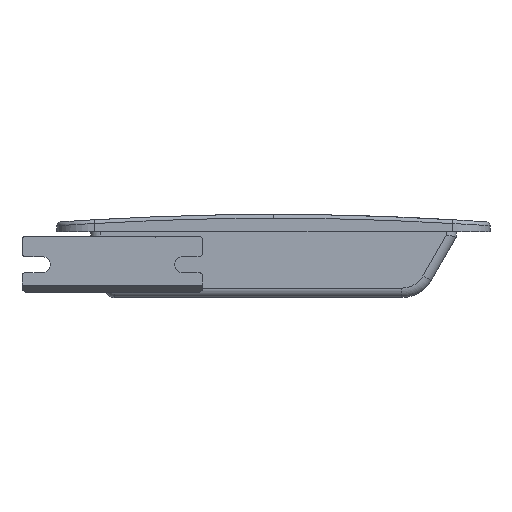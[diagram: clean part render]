
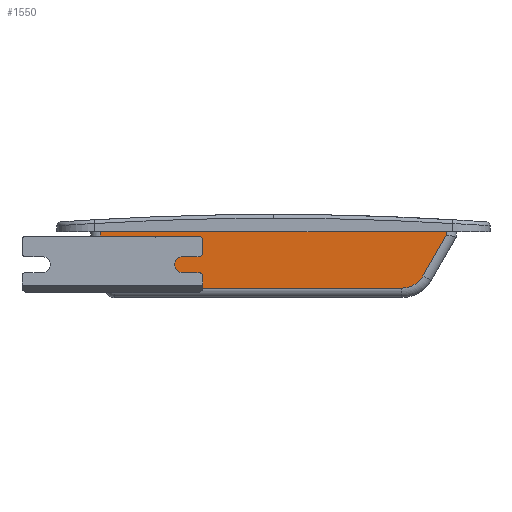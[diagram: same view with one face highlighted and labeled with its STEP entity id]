
A CAD part, front view. The second image highlights one B-rep face of the part: STEP entity #1550.
In plain terms, the highlighted planar face has unit normal (0, -1, 0).
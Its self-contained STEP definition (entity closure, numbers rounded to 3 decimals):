
#147 = VERTEX_POINT ( 'NONE', #1237 ) ;
#148 = VERTEX_POINT ( 'NONE', #1238 ) ;
#237 = VERTEX_POINT ( 'NONE', #7987 ) ;
#238 = VERTEX_POINT ( 'NONE', #7988 ) ;
#264 = VERTEX_POINT ( 'NONE', #8014 ) ;
#265 = VERTEX_POINT ( 'NONE', #8015 ) ;
#266 = VERTEX_POINT ( 'NONE', #8016 ) ;
#267 = VERTEX_POINT ( 'NONE', #8017 ) ;
#268 = VERTEX_POINT ( 'NONE', #8018 ) ;
#1237 = CARTESIAN_POINT ( 'NONE',  ( 0., -53., 8.05 ) ) ;
#1238 = CARTESIAN_POINT ( 'NONE',  ( 0., -53., -8.05 ) ) ;
#1550 = ADVANCED_FACE ( 'NONE', ( #7784, #7785 ), #9853, .T. ) ;
#4661 = EDGE_CURVE ( 'NONE', #147, #148, #20023, .T. ) ;
#5350 = EDGE_LOOP ( 'NONE', ( #7323, #7324 ) ) ;
#5351 = EDGE_LOOP ( 'NONE', ( #7325, #7326, #7327, #7328, #7329, #7330, #7331 ) ) ;
#6153 = EDGE_CURVE ( 'NONE', #237, #238, #20143, .T. ) ;
#6202 = EDGE_CURVE ( 'NONE', #148, #147, #20223, .T. ) ;
#6203 = EDGE_CURVE ( 'NONE', #237, #264, #20222, .T. ) ;
#6204 = EDGE_CURVE ( 'NONE', #264, #265, #20225, .T. ) ;
#6205 = EDGE_CURVE ( 'NONE', #265, #266, #20227, .T. ) ;
#6206 = EDGE_CURVE ( 'NONE', #266, #267, #20230, .T. ) ;
#6207 = EDGE_CURVE ( 'NONE', #267, #268, #20229, .T. ) ;
#6208 = EDGE_CURVE ( 'NONE', #268, #238, #20232, .T. ) ;
#6611 = AXIS2_PLACEMENT_3D ( 'NONE', #9854, #9855, #9856 ) ;
#7323 = ORIENTED_EDGE ( 'NONE', *, *, #4661, .F. ) ;
#7324 = ORIENTED_EDGE ( 'NONE', *, *, #6202, .F. ) ;
#7325 = ORIENTED_EDGE ( 'NONE', *, *, #6153, .F. ) ;
#7326 = ORIENTED_EDGE ( 'NONE', *, *, #6203, .T. ) ;
#7327 = ORIENTED_EDGE ( 'NONE', *, *, #6204, .T. ) ;
#7328 = ORIENTED_EDGE ( 'NONE', *, *, #6205, .T. ) ;
#7329 = ORIENTED_EDGE ( 'NONE', *, *, #6206, .T. ) ;
#7330 = ORIENTED_EDGE ( 'NONE', *, *, #6207, .T. ) ;
#7331 = ORIENTED_EDGE ( 'NONE', *, *, #6208, .T. ) ;
#7784 = FACE_BOUND ( 'NONE', #5350, .T. ) ;
#7785 = FACE_OUTER_BOUND ( 'NONE', #5351, .T. ) ;
#7987 = CARTESIAN_POINT ( 'NONE',  ( -21., -53., 17.5 ) ) ;
#7988 = CARTESIAN_POINT ( 'NONE',  ( 163., -53., 17.5 ) ) ;
#8014 = CARTESIAN_POINT ( 'NONE',  ( -21., -53., 15.158 ) ) ;
#8015 = CARTESIAN_POINT ( 'NONE',  ( -13.589, -53., -12.5 ) ) ;
#8016 = CARTESIAN_POINT ( 'NONE',  ( 139.132, -53., -12.5 ) ) ;
#8017 = CARTESIAN_POINT ( 'NONE',  ( 150.391, -53., -6. ) ) ;
#8018 = CARTESIAN_POINT ( 'NONE',  ( 163., -53., 15.84 ) ) ;
#9853 = PLANE ( 'NONE',  #6611 ) ;
#9854 = CARTESIAN_POINT ( 'NONE',  ( -13.589, -53., -12.5 ) ) ;
#9855 = DIRECTION ( 'NONE',  ( 0., -1., 0. ) ) ;
#9856 = DIRECTION ( 'NONE',  ( 0., 0., -1. ) ) ;
#13787 = AXIS2_PLACEMENT_3D ( 'NONE', #21548, #21549, #21550 ) ;
#20023 = CIRCLE ( 'NONE', #13787, 8.05 ) ;
#20143 = LINE ( 'NONE', #22403, #20145 ) ;
#20145 = VECTOR ( 'NONE', #22404, 1000. ) ;
#20222 = LINE ( 'NONE', #22612, #20224 ) ;
#20223 = CIRCLE ( 'NONE', #22977, 8.05 ) ;
#20224 = VECTOR ( 'NONE', #22613, 1000. ) ;
#20225 = LINE ( 'NONE', #22614, #20226 ) ;
#20226 = VECTOR ( 'NONE', #22615, 1000. ) ;
#20227 = LINE ( 'NONE', #22616, #20228 ) ;
#20228 = VECTOR ( 'NONE', #22617, 1000. ) ;
#20229 = LINE ( 'NONE', #22621, #20231 ) ;
#20230 = CIRCLE ( 'NONE', #22978, 13. ) ;
#20231 = VECTOR ( 'NONE', #22622, 1000. ) ;
#20232 = LINE ( 'NONE', #22623, #20233 ) ;
#20233 = VECTOR ( 'NONE', #22624, 1000. ) ;
#21548 = CARTESIAN_POINT ( 'NONE',  ( 0., -53., 0. ) ) ;
#21549 = DIRECTION ( 'NONE',  ( 0., -1., 0. ) ) ;
#21550 = DIRECTION ( 'NONE',  ( 0., 0., -1. ) ) ;
#22403 = CARTESIAN_POINT ( 'NONE',  ( 168., -53., 17.5 ) ) ;
#22404 = DIRECTION ( 'NONE',  ( 1., 0., 0. ) ) ;
#22609 = CARTESIAN_POINT ( 'NONE',  ( 0., -53., 0. ) ) ;
#22610 = DIRECTION ( 'NONE',  ( 0., -1., 0. ) ) ;
#22611 = DIRECTION ( 'NONE',  ( 0., 0., -1. ) ) ;
#22612 = CARTESIAN_POINT ( 'NONE',  ( -21., -53., 14.5 ) ) ;
#22613 = DIRECTION ( 'NONE',  ( 0., 0., -1. ) ) ;
#22614 = CARTESIAN_POINT ( 'NONE',  ( -13.589, -53., -12.5 ) ) ;
#22615 = DIRECTION ( 'NONE',  ( 0.259, 0., -0.966 ) ) ;
#22616 = CARTESIAN_POINT ( 'NONE',  ( 139.132, -53., -12.5 ) ) ;
#22617 = DIRECTION ( 'NONE',  ( 1., 0., 0. ) ) ;
#22618 = CARTESIAN_POINT ( 'NONE',  ( 139.132, -53., 0.5 ) ) ;
#22619 = DIRECTION ( 'NONE',  ( 0., -1., 0. ) ) ;
#22620 = DIRECTION ( 'NONE',  ( 0., 0., -1. ) ) ;
#22621 = CARTESIAN_POINT ( 'NONE',  ( 163.67, -53., 17. ) ) ;
#22622 = DIRECTION ( 'NONE',  ( 0.5, 0., 0.866 ) ) ;
#22623 = CARTESIAN_POINT ( 'NONE',  ( 163., -53., 17.5 ) ) ;
#22624 = DIRECTION ( 'NONE',  ( 0., 0., 1. ) ) ;
#22977 = AXIS2_PLACEMENT_3D ( 'NONE', #22609, #22610, #22611 ) ;
#22978 = AXIS2_PLACEMENT_3D ( 'NONE', #22618, #22619, #22620 ) ;
